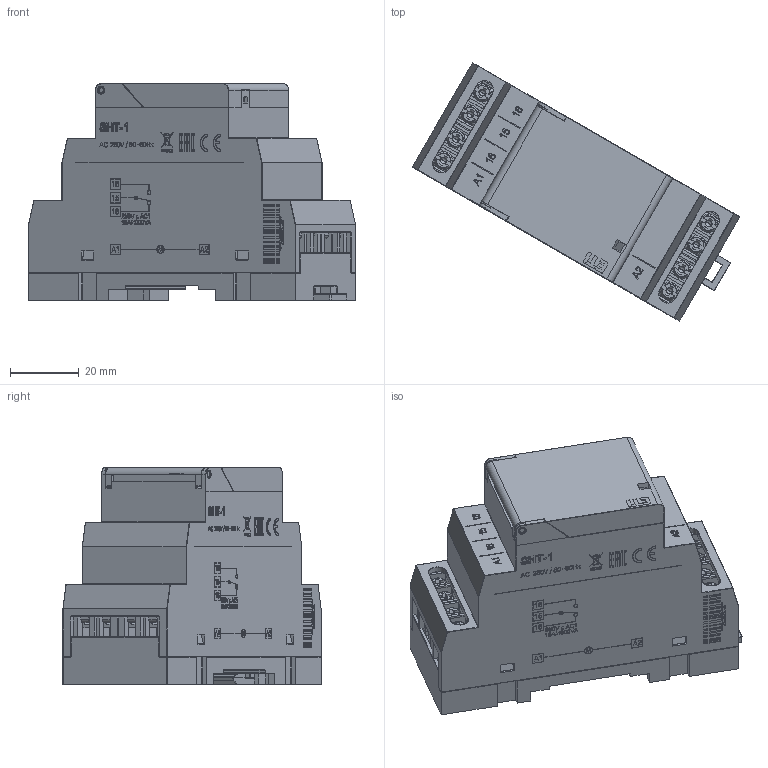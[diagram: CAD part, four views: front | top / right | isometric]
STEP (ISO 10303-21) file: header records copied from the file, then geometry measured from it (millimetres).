
FILE_DESCRIPTION((''),'2;1');
FILE_NAME('SHT-1_ASM','2024-10-07T13:12:46',('klemen.sitar'),('Audax d.o.o.'),'CREO PARAMETRIC BY PTC INC, 2021304','CREO PARAMETRIC BY PTC INC, 2021304','');
FILE_SCHEMA(('AP242_MANAGED_MODEL_BASED_3D_ENGINEERING_MIM_LF { 1 0 10303 442 1 1 4 }'));
Products named in the file (20): BREP_1_1; BREP_2_1; BREP_3_1; BREP_4_1; BREP_5_1; BREP_6_1; BREP_7_1; BREP_8_1; BREP_9_1; BREP_10_1; BREP_11_1; BREP_12_1; BREP_13_1; BREP_14_1; BREP_15_1; BREP_16_1; BREP_17_1; HEHE; PRT0006_1_1_1_1_1; SHT-1_ASM
Assembly tree (19 placements, depth 2):
  SHT-1_ASM
    BREP_1_1
    BREP_2_1
    BREP_3_1
    BREP_4_1
    BREP_5_1
    BREP_6_1
    BREP_7_1
    BREP_8_1
    BREP_9_1
    BREP_10_1
    BREP_11_1
    BREP_12_1
    BREP_13_1
    BREP_14_1
    BREP_15_1
    BREP_16_1
    BREP_17_1
    HEHE
    PRT0006_1_1_1_1_1
Bounding box: 95.11 x 75.09 x 63.17 mm (x, y, z)
Volume: 1903.8 mm3; surface area: 42939.2 mm2
Topology: 17 solids, 516 shells, 2272 faces, 10678 edges, 8862 vertices
Faces by surface type: plane 1473, cylinder 519, bspline 88, torus 64, cone 64, sphere 64
Entity records: 167902 total; most frequent: CARTESIAN_POINT 32287, ORIENTED_EDGE 15149, DIRECTION 14666, PRESENTATION_STYLE_ASSIGNMENT 13418, STYLED_ITEM 13416, CURVE_STYLE 10631, EDGE_CURVE 10631, VERTEX_POINT 8862
